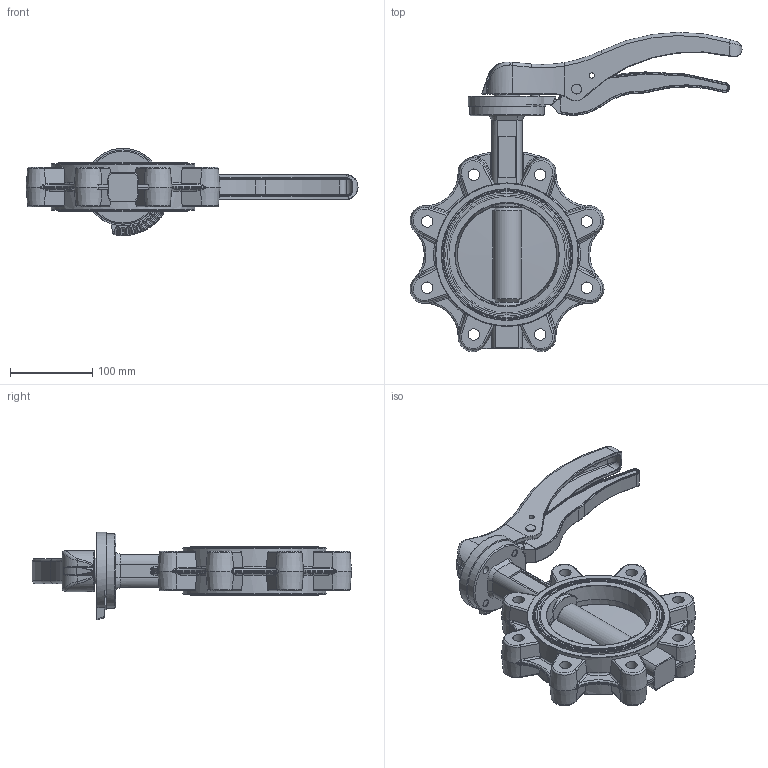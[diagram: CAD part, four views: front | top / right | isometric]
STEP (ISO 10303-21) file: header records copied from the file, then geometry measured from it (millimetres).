
FILE_DESCRIPTION (( 'STEP AP203' ), '1' );
FILE_NAME ('L9.DN125.STEP', '2012-12-17T15:24:43', ( 'luca.saino' ), ( 'Hewlett-Packard Company' ), 'SwSTEP 2.0', 'SolidWorks 2012', '' );
FILE_SCHEMA (( 'CONFIG_CONTROL_DESIGN' ));
Length unit declared in the file: millimetre
Products named in the file (1): L9.DN125
Bounding box: 403 x 387.68 x 105.92 mm (x, y, z)
Volume: 1850679.1 mm3; surface area: 294816.8 mm2
Topology: 1 solids, 3 shells, 1408 faces, 3634 edges, 2249 vertices
Faces by surface type: plane 482, cylinder 357, bspline 265, torus 201, cone 89, sphere 14
Full cylindrical faces by diameter (mm): 5 x2, 6 x1, 6.3 x2, 9 x4, 10 x3, 10.2 x4, 12 x1, 14 x8, 15 x2, 16 x2, 90 x1, 94 x1, 156 x2, 158.8 x2, 174 x2
Entity records: 53074 total; most frequent: CARTESIAN_POINT 21472, ORIENTED_EDGE 6952, DIRECTION 6017, EDGE_CURVE 3476, AXIS2_PLACEMENT_3D 2299, VERTEX_POINT 2206, EDGE_LOOP 1582, FACE_OUTER_BOUND 1462
